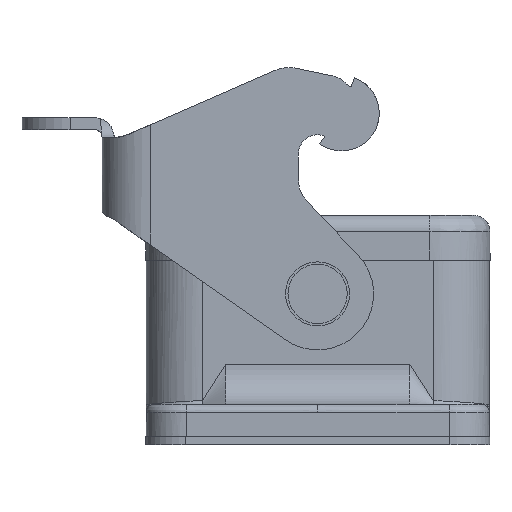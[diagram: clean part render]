
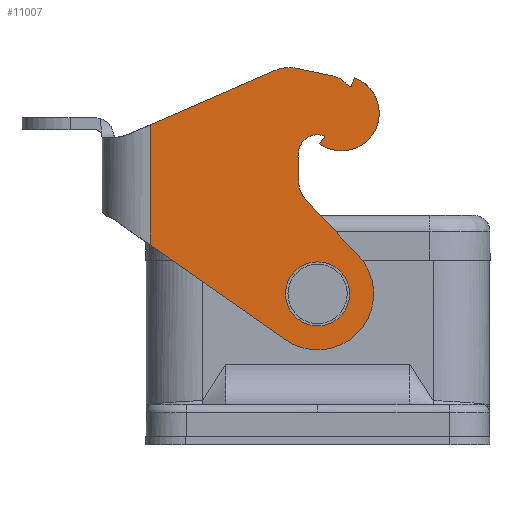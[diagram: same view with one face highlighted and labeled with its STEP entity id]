
A CAD part, left-side view. The second image highlights one B-rep face of the part: STEP entity #11007.
In plain terms, the highlighted planar face has unit normal (-1, 0, 0).
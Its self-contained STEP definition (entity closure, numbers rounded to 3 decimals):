
#6845=(
BOUNDED_CURVE()
B_SPLINE_CURVE(2,(#29606,#29607,#29608),.UNSPECIFIED.,.F.,.F.)
B_SPLINE_CURVE_WITH_KNOTS((3,3),(0.,1.),.UNSPECIFIED.)
CURVE()
GEOMETRIC_REPRESENTATION_ITEM()
RATIONAL_B_SPLINE_CURVE((1.,1.,1.))
REPRESENTATION_ITEM('')
);
#7932=PLANE('',#22082);
#8640=LINE('',#29577,#9890);
#8641=LINE('',#29580,#9891);
#8642=LINE('',#29584,#9892);
#8643=LINE('',#29588,#9893);
#8644=LINE('',#29594,#9894);
#8645=LINE('',#29604,#9895);
#8646=LINE('',#29614,#9896);
#8647=LINE('',#29618,#9897);
#9890=VECTOR('',#24100,1.);
#9891=VECTOR('',#24101,1.);
#9892=VECTOR('',#24104,1.);
#9893=VECTOR('',#24107,1.);
#9894=VECTOR('',#24112,1.);
#9895=VECTOR('',#24121,1.);
#9896=VECTOR('',#24126,1.);
#9897=VECTOR('',#24129,1.);
#11007=ADVANCED_FACE('',(#11877,#11878),#7932,.T.);
#11877=FACE_BOUND('',#12432,.T.);
#11878=FACE_BOUND('',#12433,.T.);
#12432=EDGE_LOOP('',(#14742));
#12433=EDGE_LOOP('',(#14743,#14744,#14745,#14746,#14747,#14748,#14749,#14750,
#14751,#14752,#14753,#14754,#14755,#14756,#14757,#14758,#14759,#14760,#14761,
#14762));
#14742=ORIENTED_EDGE('',*,*,#19793,.F.);
#14743=ORIENTED_EDGE('',*,*,#19794,.T.);
#14744=ORIENTED_EDGE('',*,*,#19795,.T.);
#14745=ORIENTED_EDGE('',*,*,#19796,.T.);
#14746=ORIENTED_EDGE('',*,*,#19797,.T.);
#14747=ORIENTED_EDGE('',*,*,#19798,.T.);
#14748=ORIENTED_EDGE('',*,*,#19799,.T.);
#14749=ORIENTED_EDGE('',*,*,#19800,.T.);
#14750=ORIENTED_EDGE('',*,*,#19801,.T.);
#14751=ORIENTED_EDGE('',*,*,#19802,.T.);
#14752=ORIENTED_EDGE('',*,*,#19803,.T.);
#14753=ORIENTED_EDGE('',*,*,#19804,.T.);
#14754=ORIENTED_EDGE('',*,*,#19805,.T.);
#14755=ORIENTED_EDGE('',*,*,#19806,.T.);
#14756=ORIENTED_EDGE('',*,*,#19807,.T.);
#14757=ORIENTED_EDGE('',*,*,#19808,.T.);
#14758=ORIENTED_EDGE('',*,*,#19809,.T.);
#14759=ORIENTED_EDGE('',*,*,#19810,.T.);
#14760=ORIENTED_EDGE('',*,*,#19811,.T.);
#14761=ORIENTED_EDGE('',*,*,#19812,.T.);
#14762=ORIENTED_EDGE('',*,*,#19813,.T.);
#18064=VERTEX_POINT('',#29576);
#18065=VERTEX_POINT('',#29578);
#18066=VERTEX_POINT('',#29579);
#18067=VERTEX_POINT('',#29581);
#18068=VERTEX_POINT('',#29583);
#18069=VERTEX_POINT('',#29585);
#18070=VERTEX_POINT('',#29587);
#18071=VERTEX_POINT('',#29589);
#18072=VERTEX_POINT('',#29591);
#18073=VERTEX_POINT('',#29593);
#18074=VERTEX_POINT('',#29595);
#18075=VERTEX_POINT('',#29597);
#18076=VERTEX_POINT('',#29599);
#18077=VERTEX_POINT('',#29601);
#18078=VERTEX_POINT('',#29603);
#18079=VERTEX_POINT('',#29605);
#18080=VERTEX_POINT('',#29609);
#18081=VERTEX_POINT('',#29611);
#18082=VERTEX_POINT('',#29613);
#18083=VERTEX_POINT('',#29615);
#18084=VERTEX_POINT('',#29617);
#19793=EDGE_CURVE('',#18064,#18064,#21339,.T.);
#19794=EDGE_CURVE('',#18065,#18066,#8640,.T.);
#19795=EDGE_CURVE('',#18066,#18067,#8641,.T.);
#19796=EDGE_CURVE('',#18067,#18068,#21340,.T.);
#19797=EDGE_CURVE('',#18068,#18069,#8642,.T.);
#19798=EDGE_CURVE('',#18069,#18070,#21341,.T.);
#19799=EDGE_CURVE('',#18070,#18071,#8643,.T.);
#19800=EDGE_CURVE('',#18071,#18072,#21342,.T.);
#19801=EDGE_CURVE('',#18072,#18073,#21343,.T.);
#19802=EDGE_CURVE('',#18073,#18074,#8644,.T.);
#19803=EDGE_CURVE('',#18074,#18075,#21344,.T.);
#19804=EDGE_CURVE('',#18075,#18076,#21345,.T.);
#19805=EDGE_CURVE('',#18076,#18077,#21346,.T.);
#19806=EDGE_CURVE('',#18077,#18078,#21347,.T.);
#19807=EDGE_CURVE('',#18078,#18079,#8645,.T.);
#19808=EDGE_CURVE('',#18079,#18080,#6845,.T.);
#19809=EDGE_CURVE('',#18080,#18081,#21348,.T.);
#19810=EDGE_CURVE('',#18081,#18082,#21349,.T.);
#19811=EDGE_CURVE('',#18082,#18083,#8646,.T.);
#19812=EDGE_CURVE('',#18083,#18084,#21350,.T.);
#19813=EDGE_CURVE('',#18084,#18065,#8647,.T.);
#21339=CIRCLE('',#22070,4.);
#21340=CIRCLE('',#22071,7.);
#21341=CIRCLE('',#22072,4.);
#21342=CIRCLE('',#22073,2.4);
#21343=CIRCLE('',#22074,2.4);
#21344=CIRCLE('',#22075,4.7);
#21345=CIRCLE('',#22076,4.7);
#21346=CIRCLE('',#22077,4.7);
#21347=CIRCLE('',#22078,4.7);
#21348=CIRCLE('',#22079,1.);
#21349=CIRCLE('',#22080,3.);
#21350=CIRCLE('',#22081,4.);
#22070=AXIS2_PLACEMENT_3D('',#29575,#24098,#24099);
#22071=AXIS2_PLACEMENT_3D('',#29582,#24102,#24103);
#22072=AXIS2_PLACEMENT_3D('',#29586,#24105,#24106);
#22073=AXIS2_PLACEMENT_3D('',#29590,#24108,#24109);
#22074=AXIS2_PLACEMENT_3D('',#29592,#24110,#24111);
#22075=AXIS2_PLACEMENT_3D('',#29596,#24113,#24114);
#22076=AXIS2_PLACEMENT_3D('',#29598,#24115,#24116);
#22077=AXIS2_PLACEMENT_3D('',#29600,#24117,#24118);
#22078=AXIS2_PLACEMENT_3D('',#29602,#24119,#24120);
#22079=AXIS2_PLACEMENT_3D('',#29610,#24122,#24123);
#22080=AXIS2_PLACEMENT_3D('',#29612,#24124,#24125);
#22081=AXIS2_PLACEMENT_3D('',#29616,#24127,#24128);
#22082=AXIS2_PLACEMENT_3D('',#29619,#24130,#24131);
#24098=DIRECTION('',(-1.,0.,0.));
#24099=DIRECTION('',(0.,0.,1.));
#24100=DIRECTION('',(0.,0.,-1.));
#24101=DIRECTION('',(0.,-0.819,-0.574));
#24102=DIRECTION('',(-1.,0.,0.));
#24103=DIRECTION('',(0.,0.574,-0.819));
#24104=DIRECTION('',(0.,0.69,0.724));
#24105=DIRECTION('',(1.,0.,0.));
#24106=DIRECTION('',(0.,0.724,-0.69));
#24107=DIRECTION('',(0.,0.,1.));
#24108=DIRECTION('',(1.,0.,0.));
#24109=DIRECTION('',(0.,1.,0.));
#24110=DIRECTION('',(1.,0.,0.));
#24111=DIRECTION('',(0.,0.321,0.947));
#24112=DIRECTION('',(0.,0.588,-0.809));
#24113=DIRECTION('',(-1.,0.,0.));
#24114=DIRECTION('',(0.,0.588,-0.809));
#24115=DIRECTION('',(-1.,0.,0.));
#24116=DIRECTION('',(0.,0.399,-0.917));
#24117=DIRECTION('',(-1.,0.,0.));
#24118=DIRECTION('',(0.,0.136,-0.991));
#24119=DIRECTION('',(-1.,0.,0.));
#24120=DIRECTION('',(0.,-0.076,-0.997));
#24121=DIRECTION('',(0.,0.342,-0.94));
#24122=DIRECTION('',(1.,0.,0.));
#24123=DIRECTION('',(0.,0.304,-0.953));
#24124=DIRECTION('',(-1.,0.,0.));
#24125=DIRECTION('',(0.,-0.767,0.642));
#24126=DIRECTION('',(0.,0.979,0.204));
#24127=DIRECTION('',(-1.,0.,0.));
#24128=DIRECTION('',(0.,-0.204,0.979));
#24129=DIRECTION('',(0.,0.917,-0.399));
#24130=DIRECTION('',(-1.,0.,0.));
#24131=DIRECTION('',(0.,-1.,0.));
#29575=CARTESIAN_POINT('',(-34.2,0.024,17.81));
#29576=CARTESIAN_POINT('',(-34.2,0.024,21.81));
#29577=CARTESIAN_POINT('',(-34.2,20.924,38.906));
#29578=CARTESIAN_POINT('',(-34.2,20.924,38.906));
#29579=CARTESIAN_POINT('',(-34.2,20.924,23.906));
#29580=CARTESIAN_POINT('',(-34.2,20.924,23.906));
#29581=CARTESIAN_POINT('',(-34.2,4.04,12.077));
#29582=CARTESIAN_POINT('',(-34.2,0.024,17.81));
#29583=CARTESIAN_POINT('',(-34.2,-5.043,22.639));
#29584=CARTESIAN_POINT('',(-34.2,-5.043,22.639));
#29585=CARTESIAN_POINT('',(-34.2,1.319,29.315));
#29586=CARTESIAN_POINT('',(-34.2,-1.576,32.075));
#29587=CARTESIAN_POINT('',(-34.2,2.424,32.075));
#29588=CARTESIAN_POINT('',(-34.2,2.424,32.075));
#29589=CARTESIAN_POINT('',(-34.2,2.424,35.275));
#29590=CARTESIAN_POINT('',(-34.2,0.024,35.275));
#29591=CARTESIAN_POINT('',(-34.2,0.793,37.548));
#29592=CARTESIAN_POINT('',(-34.2,0.024,35.275));
#29593=CARTESIAN_POINT('',(-34.2,-0.896,37.492));
#29594=CARTESIAN_POINT('',(-34.2,-0.896,37.492));
#29595=CARTESIAN_POINT('',(-34.2,-0.214,36.553));
#29596=CARTESIAN_POINT('',(-34.2,-2.976,40.355));
#29597=CARTESIAN_POINT('',(-34.2,-1.099,36.047));
#29598=CARTESIAN_POINT('',(-34.2,-2.976,40.355));
#29599=CARTESIAN_POINT('',(-34.2,-2.338,35.699));
#29600=CARTESIAN_POINT('',(-34.2,-2.976,40.355));
#29601=CARTESIAN_POINT('',(-34.2,-3.332,35.669));
#29602=CARTESIAN_POINT('',(-34.2,-2.976,40.355));
#29603=CARTESIAN_POINT('',(-34.2,-4.584,44.772));
#29604=CARTESIAN_POINT('',(-34.2,-4.584,44.772));
#29605=CARTESIAN_POINT('',(-34.2,-4.173,43.644));
#29606=CARTESIAN_POINT('',(-34.2,-4.173,43.644));
#29607=CARTESIAN_POINT('',(-34.2,-4.106,43.669));
#29608=CARTESIAN_POINT('',(-34.2,-4.039,43.69));
#29609=CARTESIAN_POINT('',(-34.2,-4.039,43.69));
#29610=CARTESIAN_POINT('',(-34.2,-4.342,44.643));
#29611=CARTESIAN_POINT('',(-34.2,-3.576,44.001));
#29612=CARTESIAN_POINT('',(-34.2,-1.276,42.075));
#29613=CARTESIAN_POINT('',(-34.2,-1.888,45.012));
#29614=CARTESIAN_POINT('',(-34.2,-1.888,45.012));
#29615=CARTESIAN_POINT('',(-34.2,2.808,45.991));
#29616=CARTESIAN_POINT('',(-34.2,3.624,42.075));
#29617=CARTESIAN_POINT('',(-34.2,5.221,45.743));
#29618=CARTESIAN_POINT('',(-34.2,5.221,45.743));
#29619=CARTESIAN_POINT('',(-34.2,21.611,9.928));
